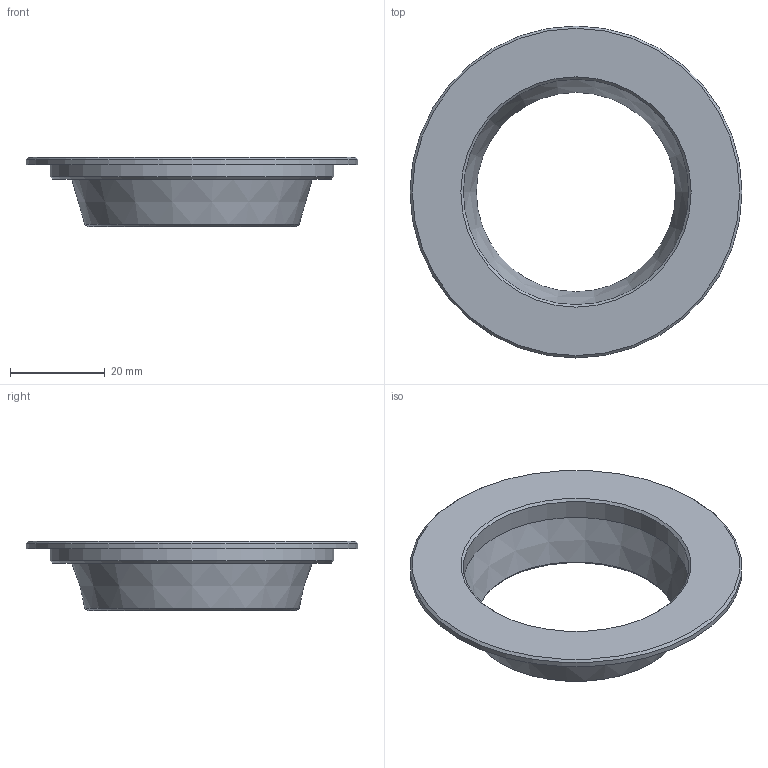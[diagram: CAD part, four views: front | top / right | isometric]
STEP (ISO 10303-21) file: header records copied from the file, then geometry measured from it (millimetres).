
FILE_DESCRIPTION(/* description */ (''),/* implementation_level */ '2;1');
FILE_NAME(/* name */ 'Hoocho Tower Clean Drain MONO v0.step',/* time_stamp */ '2025-05-29T15:42:48-07:00',/* author */ (''),/* organization */ (''),/* preprocessor_version */ 'ST-DEVELOPER v20.1',/* originating_system */ 'Autodesk Translation Framework v14.4.0.0',/* authorisation */ '');
FILE_SCHEMA (('AUTOMOTIVE_DESIGN { 1 0 10303 214 3 1 1 }'));
Length unit declared in the file: millimetre
Products named in the file (1): Hoocho Tower Clean Drain MONO
Bounding box: 70.11 x 70.11 x 14.59 mm (x, y, z)
Volume: 8623.8 mm3; surface area: 8514.9 mm2
Topology: 1 solids, 1 shells, 14 faces, 26 edges, 16 vertices
Faces by surface type: cone 7, plane 4, cylinder 3
Full cylindrical faces by diameter (mm): 47.625 x1, 59.95 x1, 70.11 x1
Entity records: 391 total; most frequent: DIRECTION 72, CARTESIAN_POINT 57, ORIENTED_EDGE 52, AXIS2_PLACEMENT_3D 31, EDGE_CURVE 26, EDGE_LOOP 18, CIRCLE 16, VERTEX_POINT 16
